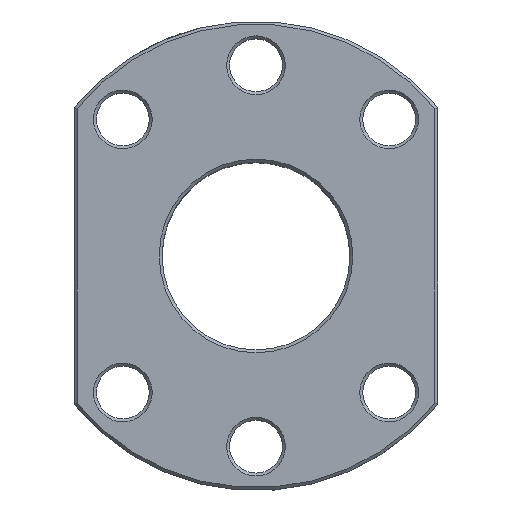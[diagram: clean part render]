
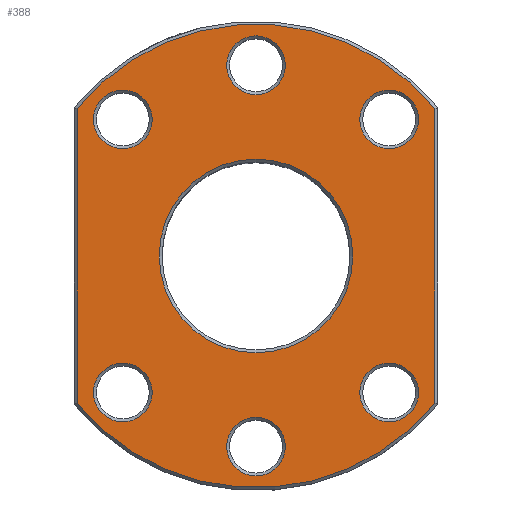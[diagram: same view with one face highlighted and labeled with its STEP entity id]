
A CAD part, top view. The second image highlights one B-rep face of the part: STEP entity #388.
In plain terms, the highlighted planar face has unit normal (0, 0, 1).
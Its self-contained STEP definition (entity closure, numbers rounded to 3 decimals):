
#149=PLANE('',#3532);
#388=ADVANCED_FACE('',(#1097,#1098,#1099,#1100,#1101,#1102,#1103,#1104),
#149,.T.);
#619=CIRCLE('',#3523,5.);
#620=CIRCLE('',#3524,5.);
#621=CIRCLE('',#3525,5.);
#622=CIRCLE('',#3526,16.5);
#623=CIRCLE('',#3527,5.);
#624=CIRCLE('',#3528,5.);
#625=CIRCLE('',#3529,5.);
#626=CIRCLE('',#3530,39.5);
#627=CIRCLE('',#3531,39.5);
#663=LINE('',#5531,#833);
#664=LINE('',#5536,#834);
#833=VECTOR('',#3786,1.);
#834=VECTOR('',#3789,1.);
#1097=FACE_BOUND('',#1182,.T.);
#1098=FACE_BOUND('',#1183,.T.);
#1099=FACE_BOUND('',#1184,.T.);
#1100=FACE_BOUND('',#1185,.T.);
#1101=FACE_BOUND('',#1186,.T.);
#1102=FACE_BOUND('',#1187,.T.);
#1103=FACE_BOUND('',#1188,.T.);
#1104=FACE_BOUND('',#1189,.T.);
#1182=EDGE_LOOP('',(#1871));
#1183=EDGE_LOOP('',(#1872));
#1184=EDGE_LOOP('',(#1873));
#1185=EDGE_LOOP('',(#1874));
#1186=EDGE_LOOP('',(#1875));
#1187=EDGE_LOOP('',(#1876));
#1188=EDGE_LOOP('',(#1877));
#1189=EDGE_LOOP('',(#1878,#1879,#1880,#1881));
#1871=ORIENTED_EDGE('',*,*,#3133,.T.);
#1872=ORIENTED_EDGE('',*,*,#3134,.T.);
#1873=ORIENTED_EDGE('',*,*,#3135,.T.);
#1874=ORIENTED_EDGE('',*,*,#3136,.T.);
#1875=ORIENTED_EDGE('',*,*,#3137,.T.);
#1876=ORIENTED_EDGE('',*,*,#3138,.T.);
#1877=ORIENTED_EDGE('',*,*,#3139,.T.);
#1878=ORIENTED_EDGE('',*,*,#3140,.T.);
#1879=ORIENTED_EDGE('',*,*,#3141,.T.);
#1880=ORIENTED_EDGE('',*,*,#3142,.T.);
#1881=ORIENTED_EDGE('',*,*,#3143,.T.);
#2805=VERTEX_POINT('',#5518);
#2806=VERTEX_POINT('',#5520);
#2807=VERTEX_POINT('',#5522);
#2808=VERTEX_POINT('',#5524);
#2809=VERTEX_POINT('',#5526);
#2810=VERTEX_POINT('',#5528);
#2811=VERTEX_POINT('',#5530);
#2812=VERTEX_POINT('',#5532);
#2813=VERTEX_POINT('',#5533);
#2814=VERTEX_POINT('',#5535);
#2815=VERTEX_POINT('',#5537);
#3133=EDGE_CURVE('',#2805,#2805,#619,.T.);
#3134=EDGE_CURVE('',#2806,#2806,#620,.T.);
#3135=EDGE_CURVE('',#2807,#2807,#621,.T.);
#3136=EDGE_CURVE('',#2808,#2808,#622,.T.);
#3137=EDGE_CURVE('',#2809,#2809,#623,.T.);
#3138=EDGE_CURVE('',#2810,#2810,#624,.T.);
#3139=EDGE_CURVE('',#2811,#2811,#625,.T.);
#3140=EDGE_CURVE('',#2812,#2813,#663,.T.);
#3141=EDGE_CURVE('',#2813,#2814,#626,.T.);
#3142=EDGE_CURVE('',#2814,#2815,#664,.T.);
#3143=EDGE_CURVE('',#2815,#2812,#627,.T.);
#3523=AXIS2_PLACEMENT_3D('',#5517,#3772,#3773);
#3524=AXIS2_PLACEMENT_3D('',#5519,#3774,#3775);
#3525=AXIS2_PLACEMENT_3D('',#5521,#3776,#3777);
#3526=AXIS2_PLACEMENT_3D('',#5523,#3778,#3779);
#3527=AXIS2_PLACEMENT_3D('',#5525,#3780,#3781);
#3528=AXIS2_PLACEMENT_3D('',#5527,#3782,#3783);
#3529=AXIS2_PLACEMENT_3D('',#5529,#3784,#3785);
#3530=AXIS2_PLACEMENT_3D('',#5534,#3787,#3788);
#3531=AXIS2_PLACEMENT_3D('',#5538,#3790,#3791);
#3532=AXIS2_PLACEMENT_3D('',#5539,#3792,#3793);
#3772=DIRECTION('',(0.,0.,-1.));
#3773=DIRECTION('',(1.,0.,0.));
#3774=DIRECTION('',(0.,0.,-1.));
#3775=DIRECTION('',(1.,0.,0.));
#3776=DIRECTION('',(0.,0.,-1.));
#3777=DIRECTION('',(1.,0.,0.));
#3778=DIRECTION('',(0.,0.,-1.));
#3779=DIRECTION('',(1.,0.,0.));
#3780=DIRECTION('',(0.,0.,-1.));
#3781=DIRECTION('',(1.,0.,0.));
#3782=DIRECTION('',(0.,0.,-1.));
#3783=DIRECTION('',(1.,0.,0.));
#3784=DIRECTION('',(0.,0.,-1.));
#3785=DIRECTION('',(1.,0.,0.));
#3786=DIRECTION('',(0.,-1.,0.));
#3787=DIRECTION('',(0.,0.,1.));
#3788=DIRECTION('',(1.,0.,0.));
#3789=DIRECTION('',(0.,1.,0.));
#3790=DIRECTION('',(0.,0.,1.));
#3791=DIRECTION('',(1.,0.,0.));
#3792=DIRECTION('',(0.,0.,1.));
#3793=DIRECTION('',(1.,0.,0.));
#5517=CARTESIAN_POINT('',(-22.687,23.271,0.));
#5518=CARTESIAN_POINT('',(-17.687,23.271,0.));
#5519=CARTESIAN_POINT('',(0.,32.5,0.));
#5520=CARTESIAN_POINT('',(5.,32.5,0.));
#5521=CARTESIAN_POINT('',(22.687,23.271,0.));
#5522=CARTESIAN_POINT('',(27.687,23.271,0.));
#5523=CARTESIAN_POINT('',(0.,0.,0.));
#5524=CARTESIAN_POINT('',(16.5,0.,0.));
#5525=CARTESIAN_POINT('',(22.687,-23.271,0.));
#5526=CARTESIAN_POINT('',(27.687,-23.271,0.));
#5527=CARTESIAN_POINT('',(0.,-32.5,0.));
#5528=CARTESIAN_POINT('',(5.,-32.5,0.));
#5529=CARTESIAN_POINT('',(-22.687,-23.271,0.));
#5530=CARTESIAN_POINT('',(-17.687,-23.271,0.));
#5531=CARTESIAN_POINT('',(-30.5,-25.278,0.));
#5532=CARTESIAN_POINT('',(-30.5,25.1,0.));
#5533=CARTESIAN_POINT('',(-30.5,-25.1,0.));
#5534=CARTESIAN_POINT('',(0.,0.,0.));
#5535=CARTESIAN_POINT('',(30.5,-25.1,0.));
#5536=CARTESIAN_POINT('',(30.5,25.278,0.));
#5537=CARTESIAN_POINT('',(30.5,25.1,0.));
#5538=CARTESIAN_POINT('',(0.,0.,0.));
#5539=CARTESIAN_POINT('',(0.,0.,0.));
